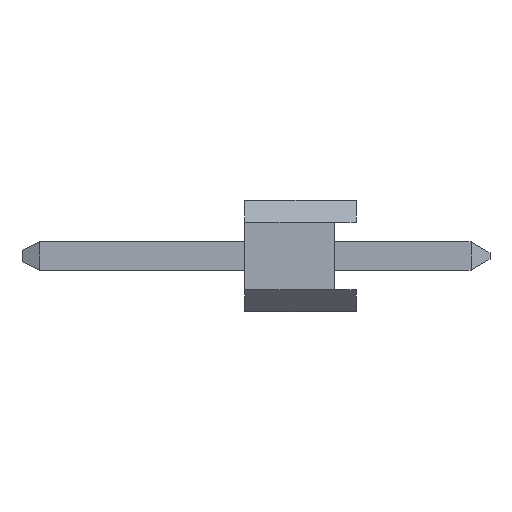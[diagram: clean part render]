
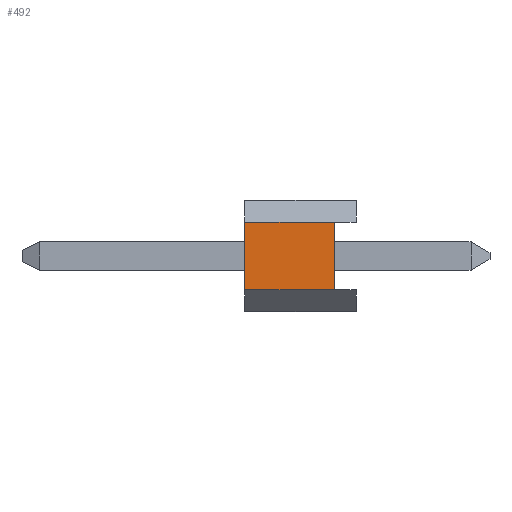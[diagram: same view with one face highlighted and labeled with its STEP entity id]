
A CAD part, left-side view. The second image highlights one B-rep face of the part: STEP entity #492.
In plain terms, the highlighted planar face has unit normal (-1, 0, 0).
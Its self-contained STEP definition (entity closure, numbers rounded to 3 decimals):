
#29 = CARTESIAN_POINT ( 'NONE',  ( -1.27, 0.5, -0.875 ) ) ;
#66 = VECTOR ( 'NONE', #412, 1000. ) ;
#96 = VECTOR ( 'NONE', #304, 1000. ) ;
#121 = LINE ( 'NONE', #860, #96 ) ;
#145 = EDGE_CURVE ( 'NONE', #576, #266, #954, .T. ) ;
#158 = EDGE_CURVE ( 'NONE', #512, #266, #293, .T. ) ;
#240 = CARTESIAN_POINT ( 'NONE',  ( -1.27, 2.54, -0.875 ) ) ;
#247 = ORIENTED_EDGE ( 'NONE', *, *, #684, .T. ) ;
#266 = VERTEX_POINT ( 'NONE', #1005 ) ;
#293 = LINE ( 'NONE', #969, #66 ) ;
#304 = DIRECTION ( 'NONE',  ( 0., -1., 0. ) ) ;
#333 = CARTESIAN_POINT ( 'NONE',  ( -1.27, 2.54, -1.375 ) ) ;
#368 = CARTESIAN_POINT ( 'NONE',  ( -1.27, 0.5, 0.665 ) ) ;
#412 = DIRECTION ( 'NONE',  ( 0., 1., 0. ) ) ;
#468 = CARTESIAN_POINT ( 'NONE',  ( -1.27, 0.5, -0.875 ) ) ;
#474 = VECTOR ( 'NONE', #834, 1000. ) ;
#490 = DIRECTION ( 'NONE',  ( 0., 0., 1. ) ) ;
#492 = ADVANCED_FACE ( 'NONE', ( #693 ), #851, .F. ) ;
#499 = ORIENTED_EDGE ( 'NONE', *, *, #158, .T. ) ;
#512 = VERTEX_POINT ( 'NONE', #368 ) ;
#516 = VERTEX_POINT ( 'NONE', #29 ) ;
#517 = DIRECTION ( 'NONE',  ( 0., 0., -1. ) ) ;
#565 = EDGE_LOOP ( 'NONE', ( #247, #936, #499, #751 ) ) ;
#576 = VERTEX_POINT ( 'NONE', #240 ) ;
#684 = EDGE_CURVE ( 'NONE', #576, #516, #121, .T. ) ;
#693 = FACE_OUTER_BOUND ( 'NONE', #565, .T. ) ;
#710 = LINE ( 'NONE', #468, #474 ) ;
#751 = ORIENTED_EDGE ( 'NONE', *, *, #145, .F. ) ;
#786 = EDGE_CURVE ( 'NONE', #516, #512, #710, .T. ) ;
#834 = DIRECTION ( 'NONE',  ( 0., 0., 1. ) ) ;
#851 = PLANE ( 'NONE',  #966 ) ;
#860 = CARTESIAN_POINT ( 'NONE',  ( -1.27, 2.54, -0.875 ) ) ;
#919 = VECTOR ( 'NONE', #490, 1000. ) ;
#924 = CARTESIAN_POINT ( 'NONE',  ( -1.27, 2.54, -1.375 ) ) ;
#936 = ORIENTED_EDGE ( 'NONE', *, *, #786, .T. ) ;
#954 = LINE ( 'NONE', #333, #919 ) ;
#966 = AXIS2_PLACEMENT_3D ( 'NONE', #924, #997, #517 ) ;
#969 = CARTESIAN_POINT ( 'NONE',  ( -1.27, 2.54, 0.665 ) ) ;
#997 = DIRECTION ( 'NONE',  ( 1., 0., 0. ) ) ;
#1005 = CARTESIAN_POINT ( 'NONE',  ( -1.27, 2.54, 0.665 ) ) ;
